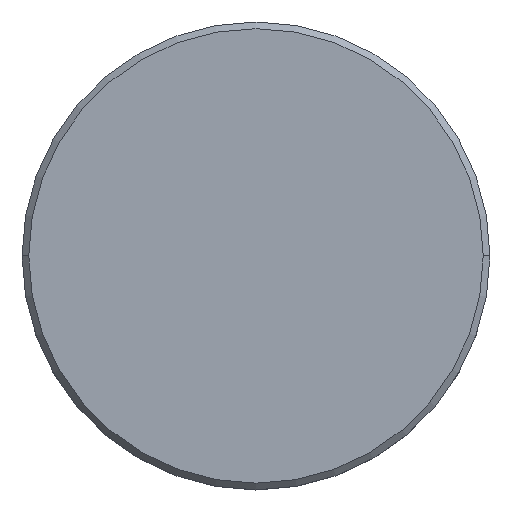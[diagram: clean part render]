
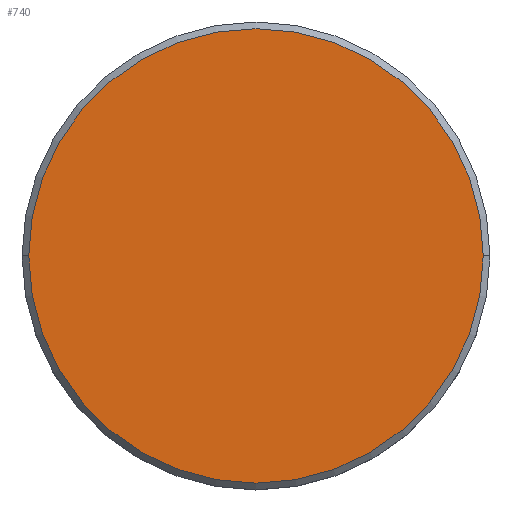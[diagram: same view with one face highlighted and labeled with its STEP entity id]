
A CAD part, top view. The second image highlights one B-rep face of the part: STEP entity #740.
In plain terms, the highlighted planar face has unit normal (0, 0, 1).
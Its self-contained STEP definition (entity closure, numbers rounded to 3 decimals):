
#75 = CARTESIAN_POINT ( 'NONE',  ( -17., 0., 0. ) ) ;
#173 = DIRECTION ( 'NONE',  ( 1., 0., 0. ) ) ;
#176 = AXIS2_PLACEMENT_3D ( 'NONE', #630, #463, #173 ) ;
#178 = CIRCLE ( 'NONE', #856, 17. ) ;
#226 = AXIS2_PLACEMENT_3D ( 'NONE', #378, #907, #638 ) ;
#378 = CARTESIAN_POINT ( 'NONE',  ( 0., 0., 0. ) ) ;
#381 = ORIENTED_EDGE ( 'NONE', *, *, #631, .T. ) ;
#463 = DIRECTION ( 'NONE',  ( 0., 0., 1. ) ) ;
#505 = CIRCLE ( 'NONE', #226, 17. ) ;
#625 = DIRECTION ( 'NONE',  ( 0., 0., 1. ) ) ;
#630 = CARTESIAN_POINT ( 'NONE',  ( 0., 0., 0. ) ) ;
#631 = EDGE_CURVE ( 'NONE', #1129, #970, #505, .T. ) ;
#638 = DIRECTION ( 'NONE',  ( 1., 0., 0. ) ) ;
#643 = PLANE ( 'NONE',  #176 ) ;
#660 = EDGE_LOOP ( 'NONE', ( #1013, #381 ) ) ;
#702 = CARTESIAN_POINT ( 'NONE',  ( 17., 0., 0. ) ) ;
#740 = ADVANCED_FACE ( 'NONE', ( #1090 ), #643, .T. ) ;
#856 = AXIS2_PLACEMENT_3D ( 'NONE', #1082, #625, #988 ) ;
#907 = DIRECTION ( 'NONE',  ( 0., 0., 1. ) ) ;
#970 = VERTEX_POINT ( 'NONE', #75 ) ;
#988 = DIRECTION ( 'NONE',  ( 1., 0., 0. ) ) ;
#1013 = ORIENTED_EDGE ( 'NONE', *, *, #1171, .T. ) ;
#1082 = CARTESIAN_POINT ( 'NONE',  ( 0., 0., 0. ) ) ;
#1090 = FACE_OUTER_BOUND ( 'NONE', #660, .T. ) ;
#1129 = VERTEX_POINT ( 'NONE', #702 ) ;
#1171 = EDGE_CURVE ( 'NONE', #970, #1129, #178, .T. ) ;
